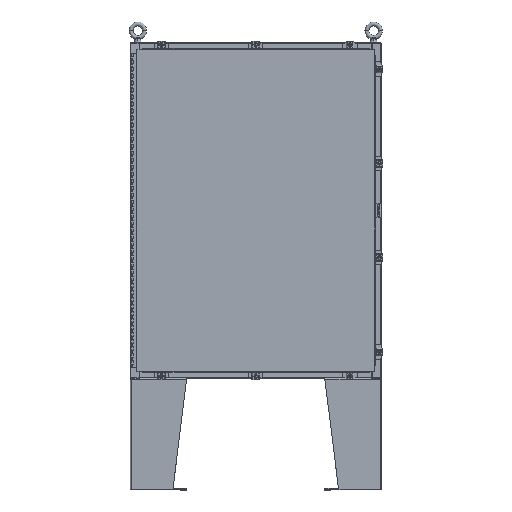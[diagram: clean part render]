
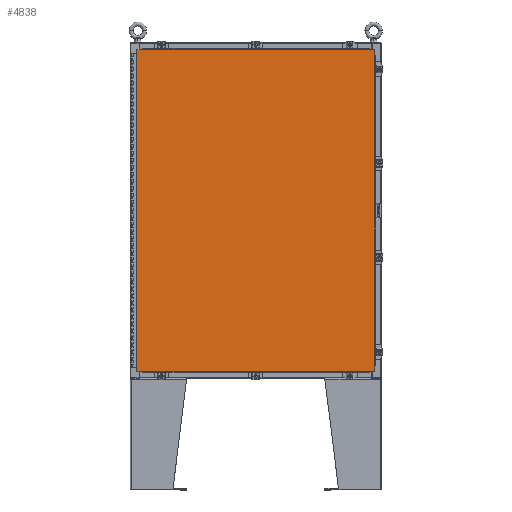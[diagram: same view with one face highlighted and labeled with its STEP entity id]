
A CAD part, top view. The second image highlights one B-rep face of the part: STEP entity #4838.
In plain terms, the highlighted planar face has unit normal (0, 0, 1).
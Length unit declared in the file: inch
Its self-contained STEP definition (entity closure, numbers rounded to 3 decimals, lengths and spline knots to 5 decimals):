
#4838 = ADVANCED_FACE ( 'NONE', ( #45282 ), #47451, .F. ) ;
#6538 = CARTESIAN_POINT ( 'NONE',  ( -16.9903, -23.0063, 0. ) ) ;
#6836 = VERTEX_POINT ( 'NONE', #6538 ) ;
#9023 = EDGE_CURVE ( 'NONE', #30425, #12820, #49835, .T. ) ;
#11055 = VECTOR ( 'NONE', #43389, 39.37008 ) ;
#12820 = VERTEX_POINT ( 'NONE', #13571 ) ;
#13571 = CARTESIAN_POINT ( 'NONE',  ( 16.9903, 23.0063, 0. ) ) ;
#13718 = VECTOR ( 'NONE', #17818, 39.37008 ) ;
#17818 = DIRECTION ( 'NONE',  ( 0., 1., 0. ) ) ;
#18855 = VECTOR ( 'NONE', #54222, 39.37008 ) ;
#19791 = CARTESIAN_POINT ( 'NONE',  ( 0., 0., 0. ) ) ;
#20771 = CARTESIAN_POINT ( 'NONE',  ( 16.9903, 23.0063, 0. ) ) ;
#21773 = CARTESIAN_POINT ( 'NONE',  ( 16.9903, -23.0063, 0. ) ) ;
#23376 = ORIENTED_EDGE ( 'NONE', *, *, #51662, .T. ) ;
#23633 = LINE ( 'NONE', #52507, #43528 ) ;
#24457 = LINE ( 'NONE', #20771, #11055 ) ;
#25698 = EDGE_LOOP ( 'NONE', ( #49482, #56230, #23376, #57757 ) ) ;
#25849 = DIRECTION ( 'NONE',  ( -1., 0., 0. ) ) ;
#26790 = EDGE_CURVE ( 'NONE', #44483, #6836, #23633, .T. ) ;
#30425 = VERTEX_POINT ( 'NONE', #46461 ) ;
#30941 = LINE ( 'NONE', #36058, #18855 ) ;
#34532 = DIRECTION ( 'NONE',  ( 0., -1., 0. ) ) ;
#36058 = CARTESIAN_POINT ( 'NONE',  ( -16.9903, -23.0063, 0. ) ) ;
#39751 = DIRECTION ( 'NONE',  ( 0., 0., -1. ) ) ;
#43389 = DIRECTION ( 'NONE',  ( -1., 0., 0. ) ) ;
#43528 = VECTOR ( 'NONE', #34532, 39.37008 ) ;
#44483 = VERTEX_POINT ( 'NONE', #48701 ) ;
#45282 = FACE_OUTER_BOUND ( 'NONE', #25698, .T. ) ;
#46461 = CARTESIAN_POINT ( 'NONE',  ( 16.9903, -23.0063, 0. ) ) ;
#47436 = EDGE_CURVE ( 'NONE', #6836, #30425, #30941, .T. ) ;
#47451 = PLANE ( 'NONE',  #51121 ) ;
#48701 = CARTESIAN_POINT ( 'NONE',  ( -16.9903, 23.0063, 0. ) ) ;
#49482 = ORIENTED_EDGE ( 'NONE', *, *, #47436, .T. ) ;
#49835 = LINE ( 'NONE', #21773, #13718 ) ;
#51121 = AXIS2_PLACEMENT_3D ( 'NONE', #19791, #39751, #25849 ) ;
#51662 = EDGE_CURVE ( 'NONE', #12820, #44483, #24457, .T. ) ;
#52507 = CARTESIAN_POINT ( 'NONE',  ( -16.9903, 23.0063, 0. ) ) ;
#54222 = DIRECTION ( 'NONE',  ( 1., 0., 0. ) ) ;
#56230 = ORIENTED_EDGE ( 'NONE', *, *, #9023, .T. ) ;
#57757 = ORIENTED_EDGE ( 'NONE', *, *, #26790, .T. ) ;
